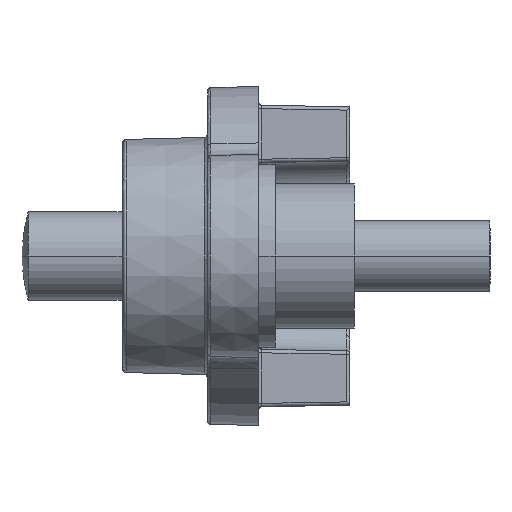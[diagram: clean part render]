
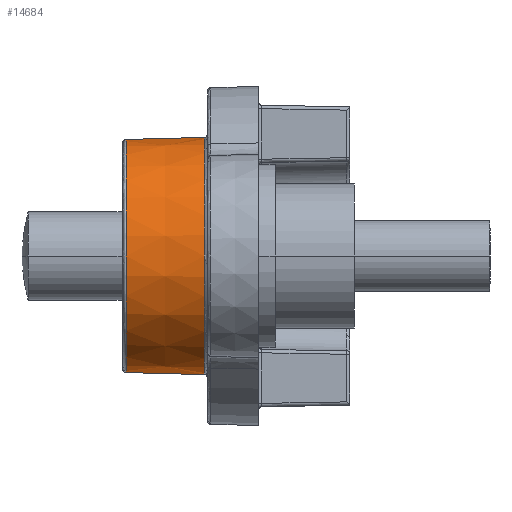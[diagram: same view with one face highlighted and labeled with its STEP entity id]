
A CAD part, left-side view. The second image highlights one B-rep face of the part: STEP entity #14684.
In plain terms, the highlighted conical face has half-angle 1.5 degrees and reference radius 3.497 mm.
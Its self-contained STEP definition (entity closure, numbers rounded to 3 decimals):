
#229 = VERTEX_POINT ( 'NONE', #11456 ) ;
#459 = DIRECTION ( 'NONE',  ( 0., -1., 0.026 ) ) ;
#767 = VERTEX_POINT ( 'NONE', #2289 ) ;
#873 = DIRECTION ( 'NONE',  ( 0., 1., 0. ) ) ;
#950 = DIRECTION ( 'NONE',  ( 0., 0., -1. ) ) ;
#2023 = FACE_OUTER_BOUND ( 'NONE', #4816, .T. ) ;
#2289 = CARTESIAN_POINT ( 'NONE',  ( 0., 3.903, 3.437 ) ) ;
#2582 = ORIENTED_EDGE ( 'NONE', *, *, #8892, .T. ) ;
#2715 = ORIENTED_EDGE ( 'NONE', *, *, #8745, .T. ) ;
#2878 = DIRECTION ( 'NONE',  ( 0., -1., 0. ) ) ;
#2910 = CARTESIAN_POINT ( 'NONE',  ( 0., 1.5, 3.5 ) ) ;
#3018 = AXIS2_PLACEMENT_3D ( 'NONE', #11027, #2878, #12210 ) ;
#3393 = CARTESIAN_POINT ( 'NONE',  ( 0., 1.597, 0. ) ) ;
#3454 = DIRECTION ( 'NONE',  ( 0., 0., -1. ) ) ;
#4145 = LINE ( 'NONE', #2910, #10481 ) ;
#4150 = ORIENTED_EDGE ( 'NONE', *, *, #6204, .F. ) ;
#4662 = DIRECTION ( 'NONE',  ( 0., -1., 0. ) ) ;
#4816 = EDGE_LOOP ( 'NONE', ( #4150, #2582, #5512, #2715 ) ) ;
#5060 = CONICAL_SURFACE ( 'NONE', #10991, 3.497, 0.026 ) ;
#5377 = VERTEX_POINT ( 'NONE', #5408 ) ;
#5408 = CARTESIAN_POINT ( 'NONE',  ( 0., 1.597, 3.497 ) ) ;
#5512 = ORIENTED_EDGE ( 'NONE', *, *, #10203, .F. ) ;
#6204 = EDGE_CURVE ( 'NONE', #767, #5377, #4145, .T. ) ;
#7969 = VERTEX_POINT ( 'NONE', #9930 ) ;
#8745 = EDGE_CURVE ( 'NONE', #229, #5377, #11778, .T. ) ;
#8892 = EDGE_CURVE ( 'NONE', #767, #7969, #11598, .T. ) ;
#9463 = LINE ( 'NONE', #14125, #11320 ) ;
#9930 = CARTESIAN_POINT ( 'NONE',  ( 0., 3.903, -3.437 ) ) ;
#10203 = EDGE_CURVE ( 'NONE', #229, #7969, #9463, .T. ) ;
#10481 = VECTOR ( 'NONE', #459, 1000. ) ;
#10991 = AXIS2_PLACEMENT_3D ( 'NONE', #3393, #4662, #3454 ) ;
#11027 = CARTESIAN_POINT ( 'NONE',  ( 0., 3.903, 0. ) ) ;
#11289 = AXIS2_PLACEMENT_3D ( 'NONE', #13538, #873, #950 ) ;
#11320 = VECTOR ( 'NONE', #11851, 1000. ) ;
#11456 = CARTESIAN_POINT ( 'NONE',  ( 0., 1.597, -3.497 ) ) ;
#11598 = CIRCLE ( 'NONE', #3018, 3.437 ) ;
#11778 = CIRCLE ( 'NONE', #11289, 3.497 ) ;
#11851 = DIRECTION ( 'NONE',  ( 0., 1., 0.026 ) ) ;
#12210 = DIRECTION ( 'NONE',  ( 0., 0., -1. ) ) ;
#13538 = CARTESIAN_POINT ( 'NONE',  ( 0., 1.597, 0. ) ) ;
#14125 = CARTESIAN_POINT ( 'NONE',  ( 0., 1.5, -3.5 ) ) ;
#14684 = ADVANCED_FACE ( 'NONE', ( #2023 ), #5060, .T. ) ;
